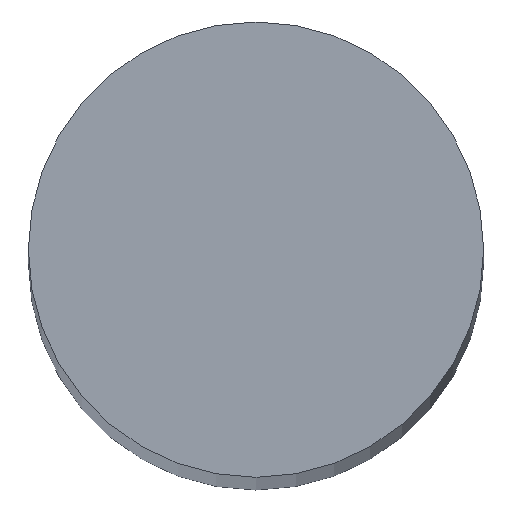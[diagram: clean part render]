
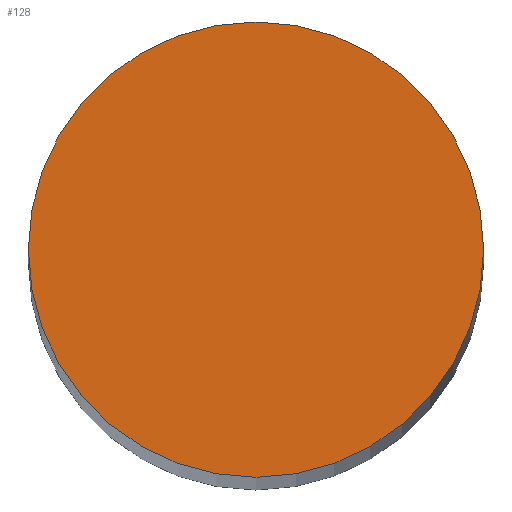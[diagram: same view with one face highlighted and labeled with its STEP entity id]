
A CAD part, top view. The second image highlights one B-rep face of the part: STEP entity #128.
In plain terms, the highlighted planar face has unit normal (0, 0, 1).
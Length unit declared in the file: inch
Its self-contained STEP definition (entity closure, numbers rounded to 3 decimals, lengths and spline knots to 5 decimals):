
#4 = PLANE ( 'NONE',  #113 ) ;
#8 = EDGE_CURVE ( 'NONE', #121, #68, #41, .T. ) ;
#10 = CARTESIAN_POINT ( 'NONE',  ( 0., 0., 6. ) ) ;
#14 = DIRECTION ( 'NONE',  ( 1., 0., 0. ) ) ;
#22 = DIRECTION ( 'NONE',  ( 1., 0., 0. ) ) ;
#23 = EDGE_CURVE ( 'NONE', #68, #121, #136, .T. ) ;
#24 = CARTESIAN_POINT ( 'NONE',  ( 0., 0., 6. ) ) ;
#28 = FACE_OUTER_BOUND ( 'NONE', #29, .T. ) ;
#29 = EDGE_LOOP ( 'NONE', ( #54, #93 ) ) ;
#36 = DIRECTION ( 'NONE',  ( 1., 0., 0. ) ) ;
#41 = CIRCLE ( 'NONE', #126, 0.37475 ) ;
#54 = ORIENTED_EDGE ( 'NONE', *, *, #23, .T. ) ;
#68 = VERTEX_POINT ( 'NONE', #72 ) ;
#72 = CARTESIAN_POINT ( 'NONE',  ( -0.37475, 0., 6. ) ) ;
#82 = CARTESIAN_POINT ( 'NONE',  ( 0.37475, 0., 6. ) ) ;
#83 = DIRECTION ( 'NONE',  ( 0., 0., 1. ) ) ;
#93 = ORIENTED_EDGE ( 'NONE', *, *, #8, .T. ) ;
#94 = DIRECTION ( 'NONE',  ( 0., 0., 1. ) ) ;
#107 = DIRECTION ( 'NONE',  ( 0., 0., 1. ) ) ;
#113 = AXIS2_PLACEMENT_3D ( 'NONE', #132, #83, #14 ) ;
#121 = VERTEX_POINT ( 'NONE', #82 ) ;
#126 = AXIS2_PLACEMENT_3D ( 'NONE', #10, #94, #22 ) ;
#128 = ADVANCED_FACE ( 'NONE', ( #28 ), #4, .T. ) ;
#132 = CARTESIAN_POINT ( 'NONE',  ( 0., 0., 6. ) ) ;
#136 = CIRCLE ( 'NONE', #144, 0.37475 ) ;
#144 = AXIS2_PLACEMENT_3D ( 'NONE', #24, #107, #36 ) ;
